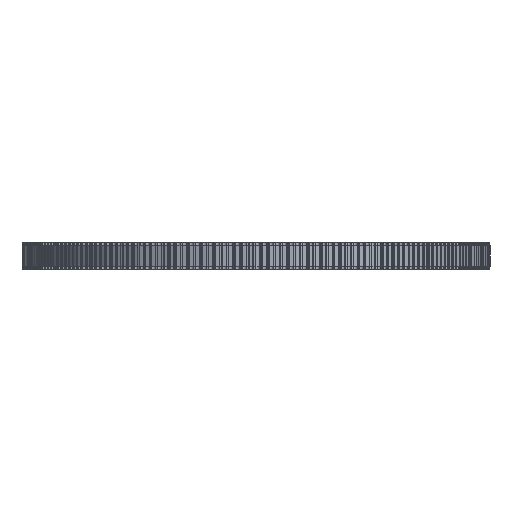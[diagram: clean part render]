
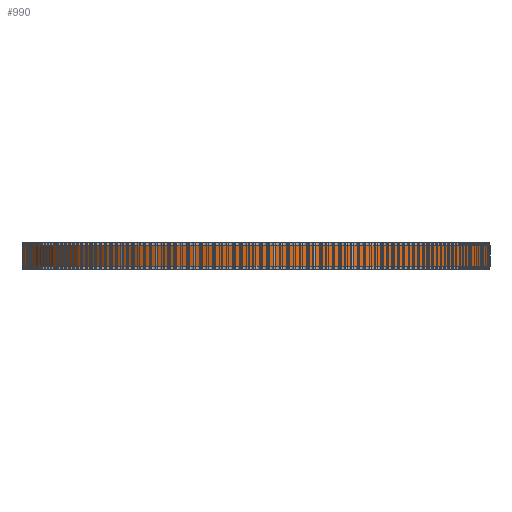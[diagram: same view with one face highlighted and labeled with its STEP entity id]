
A CAD part, left-side view. The second image highlights one B-rep face of the part: STEP entity #990.
In plain terms, the highlighted cylindrical face has radius 69.073 mm (diameter 138.146 mm), a full revolution.
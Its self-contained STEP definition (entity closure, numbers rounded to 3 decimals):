
#97=FACE_BOUND('',#3600,.T.);
#98=FACE_BOUND('',#3601,.T.);
#990=ADVANCED_FACE('',(#97,#98),#1859,.T.);
#1859=CYLINDRICAL_SURFACE('',#19239,69.073);
#3600=EDGE_LOOP('',(#10546));
#3601=EDGE_LOOP('',(#10547));
#10546=ORIENTED_EDGE('',*,*,#14890,.T.);
#10547=ORIENTED_EDGE('',*,*,#14891,.T.);
#12284=VERTEX_POINT('',#30540);
#12285=VERTEX_POINT('',#30542);
#14890=EDGE_CURVE('',#12284,#12284,#16628,.T.);
#14891=EDGE_CURVE('',#12285,#12285,#16629,.T.);
#16628=CIRCLE('',#19237,69.073);
#16629=CIRCLE('',#19238,69.073);
#19237=AXIS2_PLACEMENT_3D('',#30539,#25322,#25323);
#19238=AXIS2_PLACEMENT_3D('',#30541,#25324,#25325);
#19239=AXIS2_PLACEMENT_3D('',#30543,#25326,#25327);
#25322=DIRECTION('',(0.,0.,1.));
#25323=DIRECTION('',(1.,0.,0.));
#25324=DIRECTION('',(0.,0.,-1.));
#25325=DIRECTION('',(1.,0.,0.));
#25326=DIRECTION('',(0.,0.,1.));
#25327=DIRECTION('',(1.,0.,0.));
#30539=CARTESIAN_POINT('',(0.,0.,1.));
#30540=CARTESIAN_POINT('',(69.073,0.,1.));
#30541=CARTESIAN_POINT('',(0.,0.,7.));
#30542=CARTESIAN_POINT('',(69.073,0.,7.));
#30543=CARTESIAN_POINT('',(0.,0.,1.));
